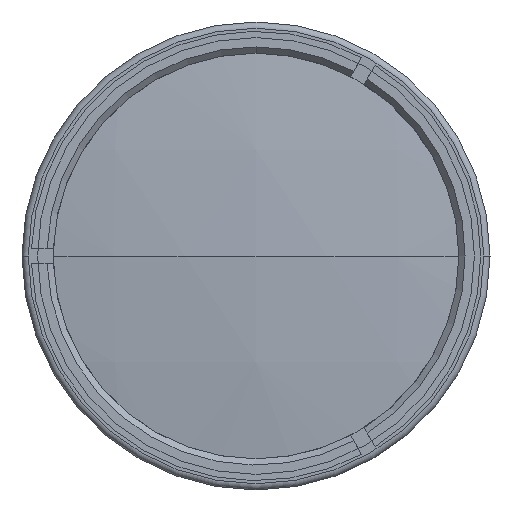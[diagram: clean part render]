
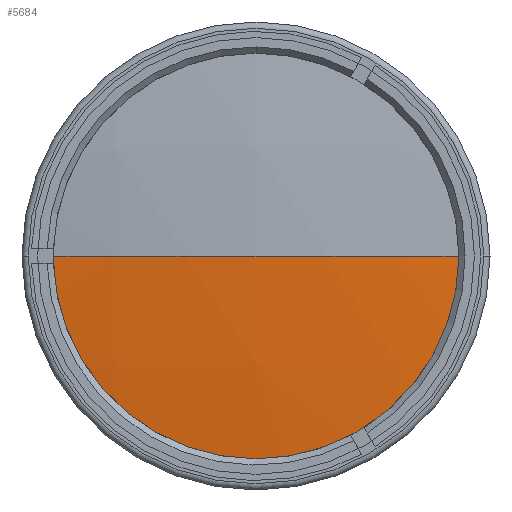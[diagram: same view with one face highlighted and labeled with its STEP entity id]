
A CAD part, left-side view. The second image highlights one B-rep face of the part: STEP entity #5684.
In plain terms, the highlighted spherical face has radius 252 mm.
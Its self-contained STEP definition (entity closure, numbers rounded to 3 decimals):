
#150 = EDGE_CURVE ( 'NONE', #4556, #7600, #7634, .T. ) ;
#524 = DIRECTION ( 'NONE',  ( 0., 0., -1. ) ) ;
#1117 = EDGE_CURVE ( 'NONE', #4556, #3879, #2599, .T. ) ;
#1426 = DIRECTION ( 'NONE',  ( -1., 0., 0. ) ) ;
#1486 = CARTESIAN_POINT ( 'NONE',  ( 110.787, 0., 0. ) ) ;
#1758 = AXIS2_PLACEMENT_3D ( 'NONE', #5221, #1426, #5838 ) ;
#1901 = ORIENTED_EDGE ( 'NONE', *, *, #1117, .T. ) ;
#2042 = CARTESIAN_POINT ( 'NONE',  ( -141.213, 0., 0. ) ) ;
#2150 = DIRECTION ( 'NONE',  ( 0., -1., 0. ) ) ;
#2575 = EDGE_CURVE ( 'NONE', #3879, #7600, #3517, .T. ) ;
#2599 = CIRCLE ( 'NONE', #1758, 34. ) ;
#3517 = CIRCLE ( 'NONE', #7347, 252. ) ;
#3588 = CARTESIAN_POINT ( 'NONE',  ( 110.787, 0., 0. ) ) ;
#3615 = DIRECTION ( 'NONE',  ( 0., 0., -1. ) ) ;
#3659 = EDGE_LOOP ( 'NONE', ( #1901, #7945, #6156 ) ) ;
#3879 = VERTEX_POINT ( 'NONE', #7068 ) ;
#4331 = FACE_OUTER_BOUND ( 'NONE', #3659, .T. ) ;
#4345 = CARTESIAN_POINT ( 'NONE',  ( 110.787, 0., 0. ) ) ;
#4556 = VERTEX_POINT ( 'NONE', #6496 ) ;
#4969 = DIRECTION ( 'NONE',  ( 0., 1., 0. ) ) ;
#5221 = CARTESIAN_POINT ( 'NONE',  ( -138.909, 0., 0. ) ) ;
#5402 = AXIS2_PLACEMENT_3D ( 'NONE', #1486, #5905, #2150 ) ;
#5404 = SPHERICAL_SURFACE ( 'NONE', #6983, 252. ) ;
#5684 = ADVANCED_FACE ( 'NONE', ( #4331 ), #5404, .T. ) ;
#5838 = DIRECTION ( 'NONE',  ( 0., 0., 1. ) ) ;
#5905 = DIRECTION ( 'NONE',  ( 0., 0., 1. ) ) ;
#6156 = ORIENTED_EDGE ( 'NONE', *, *, #150, .F. ) ;
#6496 = CARTESIAN_POINT ( 'NONE',  ( -138.909, 34., 0. ) ) ;
#6983 = AXIS2_PLACEMENT_3D ( 'NONE', #3588, #3615, #7998 ) ;
#7068 = CARTESIAN_POINT ( 'NONE',  ( -138.909, -34., 0. ) ) ;
#7347 = AXIS2_PLACEMENT_3D ( 'NONE', #4345, #524, #4969 ) ;
#7600 = VERTEX_POINT ( 'NONE', #2042 ) ;
#7634 = CIRCLE ( 'NONE', #5402, 252. ) ;
#7945 = ORIENTED_EDGE ( 'NONE', *, *, #2575, .T. ) ;
#7998 = DIRECTION ( 'NONE',  ( 0., 1., 0. ) ) ;
